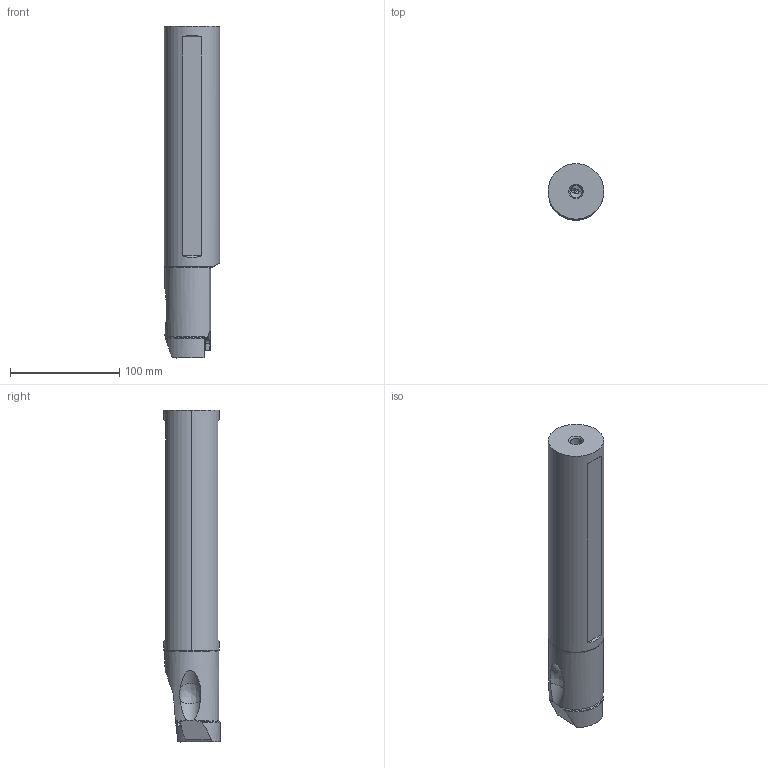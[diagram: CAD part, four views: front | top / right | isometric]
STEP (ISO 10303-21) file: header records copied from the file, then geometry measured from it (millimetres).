
FILE_DESCRIPTION(/* description */ (''),/* implementation_level */ '2;1');
FILE_NAME(/* name */ 'GYDLUS32T90F_M25R.stp',/* time_stamp */ '2017-01-13T13:09:02+09:00',/* author */ (''),/* organization */ (''),/* preprocessor_version */ 'ST-DEVELOPER v16',/* originating_system */ 'SIEMENS PLM Software NX 10.0',/* authorisation */ '');
FILE_SCHEMA (('AUTOMOTIVE_DESIGN { 1 0 10303 214 3 1 1 1 }'));
Length unit declared in the file: millimetre
Products named in the file (1): GYDLUS32T90F_M25R
Bounding box: 50.8 x 51.4 x 303.8 mm (x, y, z)
Volume: 524780.8 mm3; surface area: 61516.7 mm2
Topology: 1 solids, 1 shells, 125 faces, 340 edges, 211 vertices
Faces by surface type: cylinder 47, plane 37, cone 33, torus 6, bspline 1, sphere 1
Entity records: 4955 total; most frequent: CARTESIAN_POINT 1826, ORIENTED_EDGE 658, DIRECTION 640, EDGE_CURVE 329, AXIS2_PLACEMENT_3D 247, VERTEX_POINT 211, LINE 146, VECTOR 146
